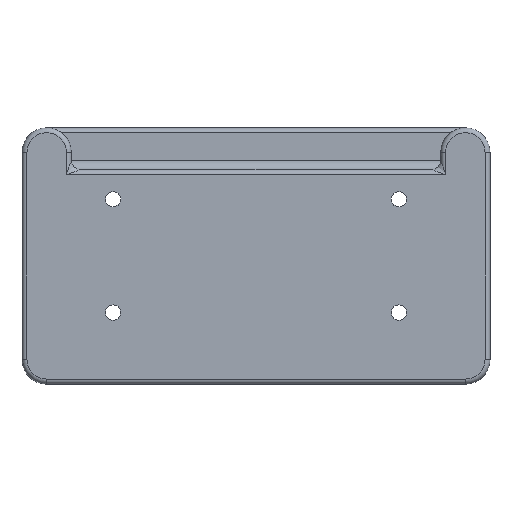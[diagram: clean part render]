
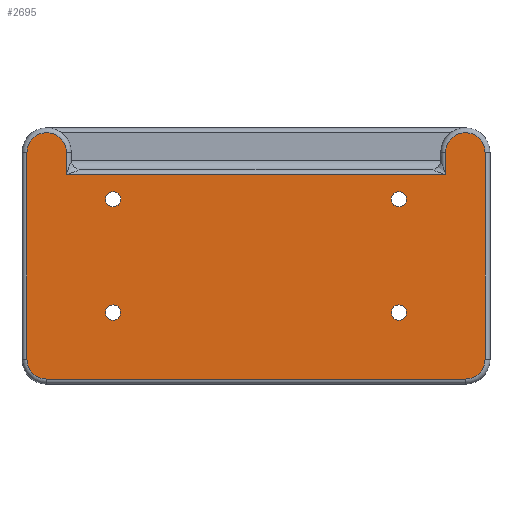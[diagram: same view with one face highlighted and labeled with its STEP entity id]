
A CAD part, top view. The second image highlights one B-rep face of the part: STEP entity #2695.
In plain terms, the highlighted planar face has unit normal (0, 0, 1).
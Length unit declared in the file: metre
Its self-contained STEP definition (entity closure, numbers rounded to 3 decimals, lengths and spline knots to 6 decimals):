
#249=CIRCLE('',#2967,0.004);
#250=CIRCLE('',#2968,0.004);
#251=CIRCLE('',#2969,0.004);
#252=CIRCLE('',#2970,0.004);
#253=CIRCLE('',#2971,0.00155);
#254=CIRCLE('',#2972,0.00155);
#255=CIRCLE('',#2973,0.00155);
#256=CIRCLE('',#2974,0.00155);
#573=ORIENTED_EDGE('',*,*,#1363,.T.);
#574=ORIENTED_EDGE('',*,*,#1364,.T.);
#575=ORIENTED_EDGE('',*,*,#1365,.T.);
#576=ORIENTED_EDGE('',*,*,#1366,.T.);
#577=ORIENTED_EDGE('',*,*,#1367,.T.);
#578=ORIENTED_EDGE('',*,*,#1368,.T.);
#579=ORIENTED_EDGE('',*,*,#1369,.T.);
#580=ORIENTED_EDGE('',*,*,#1370,.T.);
#581=ORIENTED_EDGE('',*,*,#1371,.T.);
#582=ORIENTED_EDGE('',*,*,#1372,.T.);
#583=ORIENTED_EDGE('',*,*,#1373,.T.);
#584=ORIENTED_EDGE('',*,*,#1374,.T.);
#585=ORIENTED_EDGE('',*,*,#1375,.T.);
#586=ORIENTED_EDGE('',*,*,#1376,.T.);
#1363=EDGE_CURVE('',#1759,#1760,#1949,.T.);
#1364=EDGE_CURVE('',#1760,#1761,#1950,.F.);
#1365=EDGE_CURVE('',#1761,#1762,#1951,.F.);
#1366=EDGE_CURVE('',#1762,#1763,#249,.T.);
#1367=EDGE_CURVE('',#1763,#1764,#1952,.T.);
#1368=EDGE_CURVE('',#1764,#1765,#250,.T.);
#1369=EDGE_CURVE('',#1765,#1766,#1953,.T.);
#1370=EDGE_CURVE('',#1766,#1767,#251,.T.);
#1371=EDGE_CURVE('',#1767,#1768,#1954,.F.);
#1372=EDGE_CURVE('',#1768,#1759,#252,.T.);
#1373=EDGE_CURVE('',#1769,#1769,#253,.F.);
#1374=EDGE_CURVE('',#1770,#1770,#254,.F.);
#1375=EDGE_CURVE('',#1771,#1771,#255,.F.);
#1376=EDGE_CURVE('',#1772,#1772,#256,.F.);
#1759=VERTEX_POINT('',#4573);
#1760=VERTEX_POINT('',#4574);
#1761=VERTEX_POINT('',#4576);
#1762=VERTEX_POINT('',#4578);
#1763=VERTEX_POINT('',#4580);
#1764=VERTEX_POINT('',#4582);
#1765=VERTEX_POINT('',#4584);
#1766=VERTEX_POINT('',#4586);
#1767=VERTEX_POINT('',#4588);
#1768=VERTEX_POINT('',#4590);
#1769=VERTEX_POINT('',#4593);
#1770=VERTEX_POINT('',#4595);
#1771=VERTEX_POINT('',#4597);
#1772=VERTEX_POINT('',#4599);
#1949=LINE('',#4572,#2115);
#1950=LINE('',#4575,#2116);
#1951=LINE('',#4577,#2117);
#1952=LINE('',#4581,#2118);
#1953=LINE('',#4585,#2119);
#1954=LINE('',#4589,#2120);
#2115=VECTOR('',#3551,1.);
#2116=VECTOR('',#3552,1.);
#2117=VECTOR('',#3553,1.);
#2118=VECTOR('',#3556,1.);
#2119=VECTOR('',#3559,1.);
#2120=VECTOR('',#3562,1.);
#2220=EDGE_LOOP('',(#573,#574,#575,#576,#577,#578,#579,#580,#581,#582));
#2221=EDGE_LOOP('',(#583));
#2222=EDGE_LOOP('',(#584));
#2223=EDGE_LOOP('',(#585));
#2224=EDGE_LOOP('',(#586));
#2447=FACE_BOUND('',#2220,.T.);
#2448=FACE_BOUND('',#2221,.T.);
#2449=FACE_BOUND('',#2222,.T.);
#2450=FACE_BOUND('',#2223,.T.);
#2451=FACE_BOUND('',#2224,.T.);
#2648=PLANE('',#2966);
#2695=ADVANCED_FACE('',(#2447,#2448,#2449,#2450,#2451),#2648,.T.);
#2966=AXIS2_PLACEMENT_3D('',#4571,#3549,#3550);
#2967=AXIS2_PLACEMENT_3D('',#4579,#3554,#3555);
#2968=AXIS2_PLACEMENT_3D('',#4583,#3557,#3558);
#2969=AXIS2_PLACEMENT_3D('',#4587,#3560,#3561);
#2970=AXIS2_PLACEMENT_3D('',#4591,#3563,#3564);
#2971=AXIS2_PLACEMENT_3D('',#4592,#3565,#3566);
#2972=AXIS2_PLACEMENT_3D('',#4594,#3567,#3568);
#2973=AXIS2_PLACEMENT_3D('',#4596,#3569,#3570);
#2974=AXIS2_PLACEMENT_3D('',#4598,#3571,#3572);
#3549=DIRECTION('',(0.,0.,1.));
#3550=DIRECTION('',(1.,0.,0.));
#3551=DIRECTION('',(0.,-1.,0.));
#3552=DIRECTION('',(1.,0.,0.));
#3553=DIRECTION('',(0.,-1.,0.));
#3554=DIRECTION('',(0.,0.,1.));
#3555=DIRECTION('',(1.,0.,0.));
#3556=DIRECTION('',(0.,-1.,0.));
#3557=DIRECTION('',(0.,0.,1.));
#3558=DIRECTION('',(1.,0.,0.));
#3559=DIRECTION('',(1.,0.,0.));
#3560=DIRECTION('',(0.,0.,1.));
#3561=DIRECTION('',(1.,0.,0.));
#3562=DIRECTION('',(0.,-1.,0.));
#3563=DIRECTION('',(0.,0.,1.));
#3564=DIRECTION('',(1.,0.,0.));
#3565=DIRECTION('',(0.,0.,1.));
#3566=DIRECTION('',(1.,0.,0.));
#3567=DIRECTION('',(0.,0.,1.));
#3568=DIRECTION('',(1.,0.,0.));
#3569=DIRECTION('',(0.,0.,1.));
#3570=DIRECTION('',(1.,0.,0.));
#3571=DIRECTION('',(0.,0.,1.));
#3572=DIRECTION('',(1.,0.,0.));
#4571=CARTESIAN_POINT('',(0.,0.,0.03064));
#4572=CARTESIAN_POINT('',(0.0385,0.,0.03064));
#4573=CARTESIAN_POINT('',(0.0385,0.021,0.03064));
#4574=CARTESIAN_POINT('',(0.0385,0.0165,0.03064));
#4575=CARTESIAN_POINT('',(-0.0375,0.0165,0.03064));
#4576=CARTESIAN_POINT('',(-0.0385,0.0165,0.03064));
#4577=CARTESIAN_POINT('',(-0.0385,0.021,0.03064));
#4578=CARTESIAN_POINT('',(-0.0385,0.021,0.03064));
#4579=CARTESIAN_POINT('',(-0.0425,0.021,0.03064));
#4580=CARTESIAN_POINT('',(-0.0465,0.021,0.03064));
#4581=CARTESIAN_POINT('',(-0.0465,-0.021,0.03064));
#4582=CARTESIAN_POINT('',(-0.0465,-0.021,0.03064));
#4583=CARTESIAN_POINT('',(-0.0425,-0.021,0.03064));
#4584=CARTESIAN_POINT('',(-0.0425,-0.025,0.03064));
#4585=CARTESIAN_POINT('',(0.0425,-0.025,0.03064));
#4586=CARTESIAN_POINT('',(0.0425,-0.025,0.03064));
#4587=CARTESIAN_POINT('',(0.0425,-0.021,0.03064));
#4588=CARTESIAN_POINT('',(0.0465,-0.021,0.03064));
#4589=CARTESIAN_POINT('',(0.0465,0.,0.03064));
#4590=CARTESIAN_POINT('',(0.0465,0.021,0.03064));
#4591=CARTESIAN_POINT('',(0.0425,0.021,0.03064));
#4592=CARTESIAN_POINT('',(0.029,-0.0115,0.03064));
#4593=CARTESIAN_POINT('',(0.03055,-0.0115,0.03064));
#4594=CARTESIAN_POINT('',(-0.029,-0.0115,0.03064));
#4595=CARTESIAN_POINT('',(-0.02745,-0.0115,0.03064));
#4596=CARTESIAN_POINT('',(-0.029,0.0115,0.03064));
#4597=CARTESIAN_POINT('',(-0.02745,0.0115,0.03064));
#4598=CARTESIAN_POINT('',(0.029,0.0115,0.03064));
#4599=CARTESIAN_POINT('',(0.03055,0.0115,0.03064));
